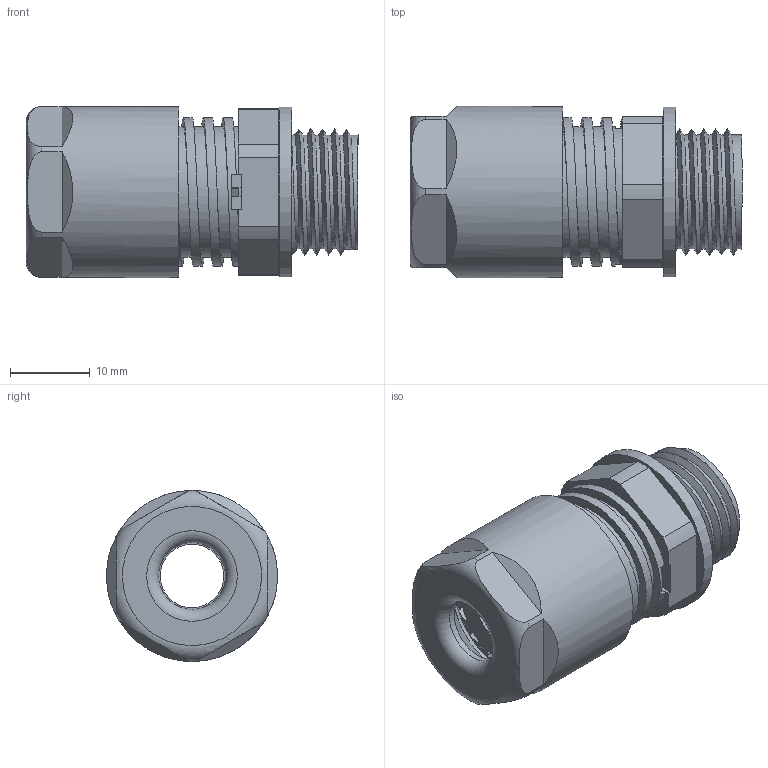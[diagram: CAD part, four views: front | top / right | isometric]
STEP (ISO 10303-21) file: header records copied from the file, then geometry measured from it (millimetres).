
FILE_DESCRIPTION(/* description */ ('DAE-KV NEW M16x1,5'),/* implementation_level */ '2;1');
FILE_NAME(/* name */ '11087516G2-RST.stp',/* time_stamp */ '2024-09-04T10:12:23+02:00',/* author */ ('sl'),/* organization */ (''),/* preprocessor_version */ 'ST-DEVELOPER v16.5',/* originating_system */ 'Autodesk Inventor 2017',/* authorisation */ '');
FILE_SCHEMA (('CONFIG_CONTROL_DESIGN'));
Length unit declared in the file: millimetre
Products named in the file (9): 11087516G2; 11087516G2_1; 11087516G2_2; 11087516G2_3; 11087516G2_4; 11087516G2_5; 11087516G2_6; 11087516G2_7; 11087516G2_8
Assembly tree (8 placements, depth 2):
  11087516G2
    11087516G2_1
    11087516G2_2
    11087516G2_3
    11087516G2_4
    11087516G2_5
    11087516G2_6
    11087516G2_7
    11087516G2_8
Bounding box: 41.75 x 21.51 x 21.51 mm (x, y, z)
Volume: 7791.6 mm3; surface area: 11461.6 mm2
Topology: 8 solids, 8 shells, 321 faces, 890 edges, 610 vertices
Faces by surface type: plane 193, cylinder 90, torus 30, bspline 7, cone 1
Full cylindrical faces by diameter (mm): 8 x1, 8.41 x1, 8.8 x1, 8.96 x1, 9 x1, 9.27 x1, 10.5 x1, 10.92 x1, 12.71 x1, 13.52 x2, 14.338 x6, 14.51 x1, 16.47 x4, 16.76 x1, 19.22 x5, 21.4 x1, 21.51 x1
Entity records: 13251 total; most frequent: CARTESIAN_POINT 5223, DIRECTION 1625, ORIENTED_EDGE 1590, EDGE_CURVE 795, AXIS2_PLACEMENT_3D 577, VERTEX_POINT 538, LINE 471, VECTOR 471
